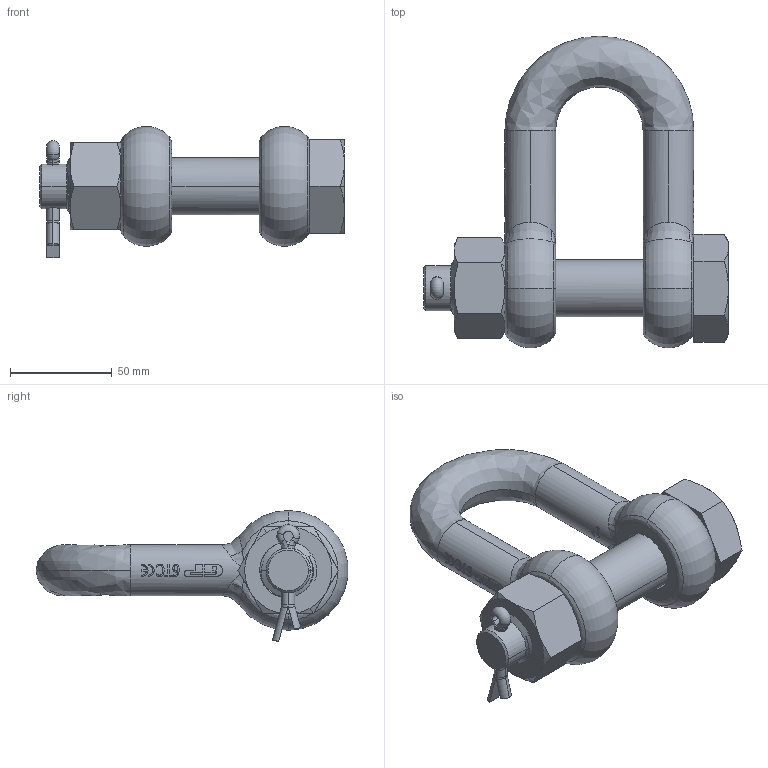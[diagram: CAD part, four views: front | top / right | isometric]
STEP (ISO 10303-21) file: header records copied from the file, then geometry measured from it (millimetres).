
FILE_DESCRIPTION(('STEP AP214'),'1');
FILE_NAME('gpgdmb25.stp','2017-03-31T06:07:13',('TraceParts'),('TraceParts S.A.'),'Spatial InterOp 3D',' ',' ');
FILE_SCHEMA(('automotive_design'));
Length unit declared in the file: millimetre
Products named in the file (4): gpgdmb25_1; gpgdmb25_2; gpgdmb25_3; gpgdmb25_4
Bounding box: 150 x 153.28 x 64.55 mm (x, y, z)
Volume: 321255.7 mm3; surface area: 64152.2 mm2
Topology: 4 solids, 4 shells, 620 faces, 1677 edges, 1093 vertices
Faces by surface type: bspline 249, plane 231, cylinder 101, cone 28, torus 11
Entity records: 33456 total; most frequent: CARTESIAN_POINT 19719, ORIENTED_EDGE 3338, DIRECTION 1998, EDGE_CURVE 1669, VERTEX_POINT 1093, LINE 780, VECTOR 780, EDGE_LOOP 664
